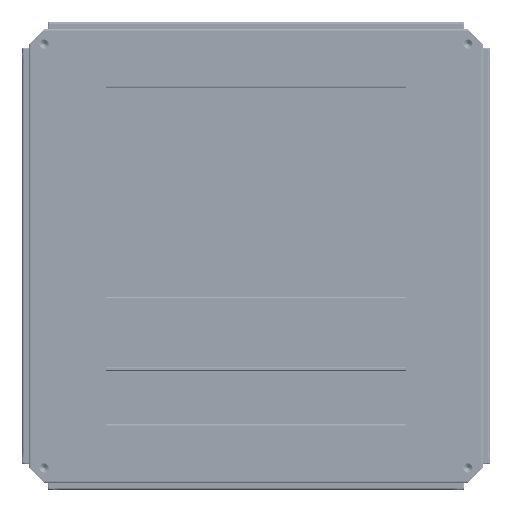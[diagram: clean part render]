
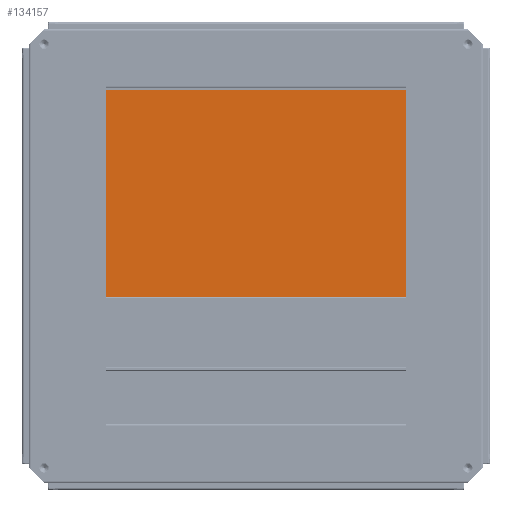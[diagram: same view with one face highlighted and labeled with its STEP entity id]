
A CAD part, front view. The second image highlights one B-rep face of the part: STEP entity #134157.
In plain terms, the highlighted planar face has unit normal (0, -1, 0).
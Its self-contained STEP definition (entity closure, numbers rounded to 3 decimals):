
#4435 = ORIENTED_EDGE ( 'NONE', *, *, #290651, .F. ) ;
#10618 = LINE ( 'NONE', #285198, #400004 ) ;
#15557 = CARTESIAN_POINT ( 'NONE',  ( 208., 18., -55. ) ) ;
#16557 = CARTESIAN_POINT ( 'NONE',  ( -192., 18., 215. ) ) ;
#18349 = EDGE_CURVE ( 'NONE', #255046, #243210, #10618, .T. ) ;
#19352 = CARTESIAN_POINT ( 'NONE',  ( 192., 18., -55. ) ) ;
#20547 = EDGE_CURVE ( 'NONE', #420896, #113708, #298785, .T. ) ;
#24203 = CARTESIAN_POINT ( 'NONE',  ( 208., 18., 215. ) ) ;
#25622 = CARTESIAN_POINT ( 'NONE',  ( -208., 18., -55. ) ) ;
#25973 = CARTESIAN_POINT ( 'NONE',  ( -192., 18., 212.5 ) ) ;
#27168 = EDGE_CURVE ( 'NONE', #290427, #178634, #305535, .T. ) ;
#27737 = CARTESIAN_POINT ( 'NONE',  ( 208., 18., 215. ) ) ;
#29371 = ORIENTED_EDGE ( 'NONE', *, *, #434174, .F. ) ;
#29665 = EDGE_CURVE ( 'NONE', #78575, #300530, #330532, .T. ) ;
#30296 = VECTOR ( 'NONE', #311463, 1000. ) ;
#31549 = DIRECTION ( 'NONE',  ( 0., 0., -1. ) ) ;
#50146 = DIRECTION ( 'NONE',  ( 0., 0., 1. ) ) ;
#56888 = LINE ( 'NONE', #76313, #30296 ) ;
#57020 = VECTOR ( 'NONE', #426307, 1000. ) ;
#60828 = LINE ( 'NONE', #351527, #407925 ) ;
#62254 = CARTESIAN_POINT ( 'NONE',  ( 192., 18., -52.5 ) ) ;
#62942 = VECTOR ( 'NONE', #175160, 1000. ) ;
#74528 = ORIENTED_EDGE ( 'NONE', *, *, #27168, .F. ) ;
#75069 = ORIENTED_EDGE ( 'NONE', *, *, #293812, .F. ) ;
#76313 = CARTESIAN_POINT ( 'NONE',  ( 192., 18., 212.5 ) ) ;
#78575 = VERTEX_POINT ( 'NONE', #288141 ) ;
#91927 = DIRECTION ( 'NONE',  ( 1., 0., 0. ) ) ;
#94001 = CARTESIAN_POINT ( 'NONE',  ( 192., 18., -52.5 ) ) ;
#94275 = CARTESIAN_POINT ( 'NONE',  ( -208., 18., 215. ) ) ;
#99258 = LINE ( 'NONE', #155970, #57020 ) ;
#100288 = DIRECTION ( 'NONE',  ( 1., 0., 0. ) ) ;
#104390 = VERTEX_POINT ( 'NONE', #240636 ) ;
#104471 = ORIENTED_EDGE ( 'NONE', *, *, #186974, .F. ) ;
#108810 = ORIENTED_EDGE ( 'NONE', *, *, #424099, .F. ) ;
#108939 = DIRECTION ( 'NONE',  ( 0., 0., -1. ) ) ;
#113708 = VERTEX_POINT ( 'NONE', #427692 ) ;
#114995 = DIRECTION ( 'NONE',  ( -1., 0., 0. ) ) ;
#119319 = VERTEX_POINT ( 'NONE', #256204 ) ;
#120055 = VECTOR ( 'NONE', #329369, 1000. ) ;
#122310 = ORIENTED_EDGE ( 'NONE', *, *, #144740, .F. ) ;
#128388 = ORIENTED_EDGE ( 'NONE', *, *, #350227, .F. ) ;
#130006 = VECTOR ( 'NONE', #190863, 1000. ) ;
#130007 = VECTOR ( 'NONE', #402309, 1000. ) ;
#132101 = EDGE_CURVE ( 'NONE', #113708, #279752, #418372, .T. ) ;
#132674 = VERTEX_POINT ( 'NONE', #27737 ) ;
#134157 = ADVANCED_FACE ( 'NONE', ( #322891 ), #306633, .F. ) ;
#134916 = CARTESIAN_POINT ( 'NONE',  ( 192., 18., -55. ) ) ;
#139198 = DIRECTION ( 'NONE',  ( 0., 1., 0. ) ) ;
#144740 = EDGE_CURVE ( 'NONE', #238530, #277724, #308663, .T. ) ;
#155970 = CARTESIAN_POINT ( 'NONE',  ( -192., 18., 212.5 ) ) ;
#157520 = LINE ( 'NONE', #244050, #320549 ) ;
#165045 = CARTESIAN_POINT ( 'NONE',  ( 208., 18., 215. ) ) ;
#175160 = DIRECTION ( 'NONE',  ( 0., 0., -1. ) ) ;
#178634 = VERTEX_POINT ( 'NONE', #196458 ) ;
#186974 = EDGE_CURVE ( 'NONE', #277724, #78575, #429835, .T. ) ;
#190863 = DIRECTION ( 'NONE',  ( 0., 0., 1. ) ) ;
#196458 = CARTESIAN_POINT ( 'NONE',  ( -192., 18., -55. ) ) ;
#198852 = DIRECTION ( 'NONE',  ( -1., 0., 0. ) ) ;
#199296 = ORIENTED_EDGE ( 'NONE', *, *, #419103, .F. ) ;
#202109 = EDGE_CURVE ( 'NONE', #243210, #273925, #56888, .T. ) ;
#217394 = EDGE_LOOP ( 'NONE', ( #419661, #359240, #357300, #29371, #74528, #75069, #108810, #302229, #104471, #122310, #199296, #128388, #390448, #299566, #250606, #4435 ) ) ;
#236661 = DIRECTION ( 'NONE',  ( 0., 0., -1. ) ) ;
#238530 = VERTEX_POINT ( 'NONE', #15557 ) ;
#240636 = CARTESIAN_POINT ( 'NONE',  ( -192., 18., 214.791 ) ) ;
#243210 = VERTEX_POINT ( 'NONE', #259815 ) ;
#244050 = CARTESIAN_POINT ( 'NONE',  ( -192., 18., 215. ) ) ;
#247750 = VECTOR ( 'NONE', #286477, 1000. ) ;
#250606 = ORIENTED_EDGE ( 'NONE', *, *, #264825, .F. ) ;
#255046 = VERTEX_POINT ( 'NONE', #419648 ) ;
#256204 = CARTESIAN_POINT ( 'NONE',  ( -192., 18., -52.5 ) ) ;
#259815 = CARTESIAN_POINT ( 'NONE',  ( 192., 18., 214.791 ) ) ;
#264825 = EDGE_CURVE ( 'NONE', #357069, #255046, #99258, .T. ) ;
#272031 = CARTESIAN_POINT ( 'NONE',  ( -192., 18., 215. ) ) ;
#273925 = VERTEX_POINT ( 'NONE', #396575 ) ;
#277724 = VERTEX_POINT ( 'NONE', #19352 ) ;
#279752 = VERTEX_POINT ( 'NONE', #16557 ) ;
#282112 = CARTESIAN_POINT ( 'NONE',  ( -192., 18., -52.5 ) ) ;
#283195 = VECTOR ( 'NONE', #198852, 1000. ) ;
#283228 = VECTOR ( 'NONE', #336128, 1000. ) ;
#285198 = CARTESIAN_POINT ( 'NONE',  ( 192., 18., 212.5 ) ) ;
#286477 = DIRECTION ( 'NONE',  ( 0., 0., -1. ) ) ;
#288141 = CARTESIAN_POINT ( 'NONE',  ( 192., 18., -54.791 ) ) ;
#290427 = VERTEX_POINT ( 'NONE', #353280 ) ;
#290651 = EDGE_CURVE ( 'NONE', #104390, #357069, #157520, .T. ) ;
#293812 = EDGE_CURVE ( 'NONE', #119319, #290427, #297926, .T. ) ;
#297926 = LINE ( 'NONE', #302875, #408428 ) ;
#298785 = LINE ( 'NONE', #94275, #120055 ) ;
#299566 = ORIENTED_EDGE ( 'NONE', *, *, #18349, .F. ) ;
#300530 = VERTEX_POINT ( 'NONE', #94001 ) ;
#302229 = ORIENTED_EDGE ( 'NONE', *, *, #29665, .F. ) ;
#302875 = CARTESIAN_POINT ( 'NONE',  ( -192., 18., -52.5 ) ) ;
#305535 = LINE ( 'NONE', #282112, #247750 ) ;
#306633 = PLANE ( 'NONE',  #386419 ) ;
#307814 = VECTOR ( 'NONE', #100288, 1000. ) ;
#308072 = CARTESIAN_POINT ( 'NONE',  ( 0., 18., 80. ) ) ;
#308663 = LINE ( 'NONE', #405182, #130007 ) ;
#311463 = DIRECTION ( 'NONE',  ( 0., 0., 1. ) ) ;
#320549 = VECTOR ( 'NONE', #108939, 1000. ) ;
#322891 = FACE_OUTER_BOUND ( 'NONE', #217394, .T. ) ;
#329369 = DIRECTION ( 'NONE',  ( 0., 0., 1. ) ) ;
#330532 = LINE ( 'NONE', #134916, #283228 ) ;
#336128 = DIRECTION ( 'NONE',  ( 0., 0., 1. ) ) ;
#339960 = VECTOR ( 'NONE', #91927, 1000. ) ;
#346912 = LINE ( 'NONE', #356660, #368033 ) ;
#350227 = EDGE_CURVE ( 'NONE', #273925, #132674, #434552, .T. ) ;
#351527 = CARTESIAN_POINT ( 'NONE',  ( 208., 18., -55. ) ) ;
#353280 = CARTESIAN_POINT ( 'NONE',  ( -192., 18., -54.791 ) ) ;
#356660 = CARTESIAN_POINT ( 'NONE',  ( 208., 18., 215. ) ) ;
#357069 = VERTEX_POINT ( 'NONE', #25973 ) ;
#357300 = ORIENTED_EDGE ( 'NONE', *, *, #20547, .F. ) ;
#359240 = ORIENTED_EDGE ( 'NONE', *, *, #132101, .F. ) ;
#368033 = VECTOR ( 'NONE', #31549, 1000. ) ;
#373499 = EDGE_CURVE ( 'NONE', #279752, #104390, #394064, .T. ) ;
#386419 = AXIS2_PLACEMENT_3D ( 'NONE', #308072, #139198, #408084 ) ;
#390448 = ORIENTED_EDGE ( 'NONE', *, *, #202109, .F. ) ;
#392258 = CARTESIAN_POINT ( 'NONE',  ( 192., 18., -55. ) ) ;
#394064 = LINE ( 'NONE', #272031, #62942 ) ;
#396575 = CARTESIAN_POINT ( 'NONE',  ( 192., 18., 215. ) ) ;
#400004 = VECTOR ( 'NONE', #50146, 1000. ) ;
#402309 = DIRECTION ( 'NONE',  ( -1., 0., 0. ) ) ;
#405182 = CARTESIAN_POINT ( 'NONE',  ( 208., 18., -55. ) ) ;
#407925 = VECTOR ( 'NONE', #114995, 1000. ) ;
#408084 = DIRECTION ( 'NONE',  ( 0., 0., 1. ) ) ;
#408428 = VECTOR ( 'NONE', #236661, 1000. ) ;
#409401 = LINE ( 'NONE', #62254, #283195 ) ;
#418372 = LINE ( 'NONE', #165045, #307814 ) ;
#419103 = EDGE_CURVE ( 'NONE', #132674, #238530, #346912, .T. ) ;
#419648 = CARTESIAN_POINT ( 'NONE',  ( 192., 18., 212.5 ) ) ;
#419661 = ORIENTED_EDGE ( 'NONE', *, *, #373499, .F. ) ;
#420896 = VERTEX_POINT ( 'NONE', #25622 ) ;
#424099 = EDGE_CURVE ( 'NONE', #300530, #119319, #409401, .T. ) ;
#426307 = DIRECTION ( 'NONE',  ( 1., 0., 0. ) ) ;
#427692 = CARTESIAN_POINT ( 'NONE',  ( -208., 18., 215. ) ) ;
#429835 = LINE ( 'NONE', #392258, #130006 ) ;
#434174 = EDGE_CURVE ( 'NONE', #178634, #420896, #60828, .T. ) ;
#434552 = LINE ( 'NONE', #24203, #339960 ) ;
